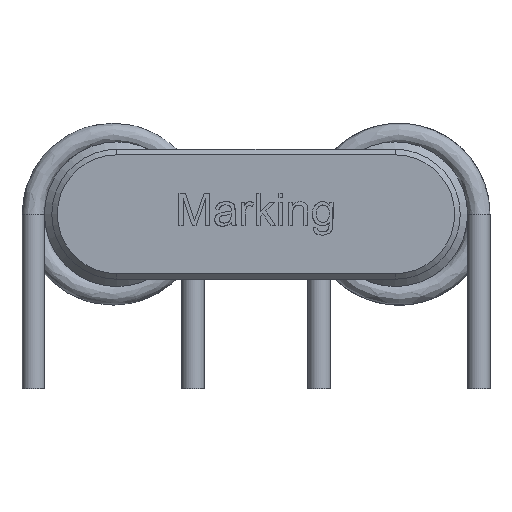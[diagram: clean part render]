
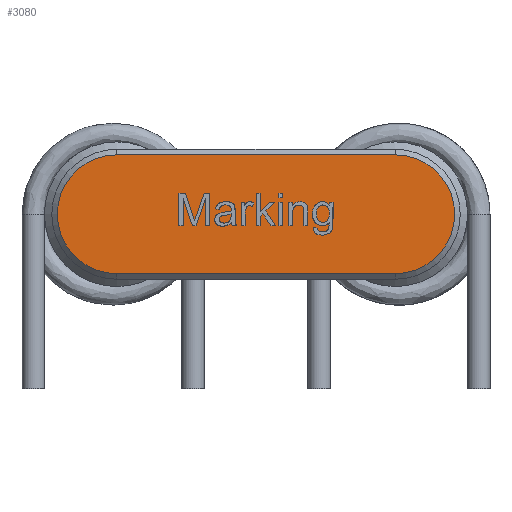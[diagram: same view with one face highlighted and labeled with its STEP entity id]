
A CAD part, left-side view. The second image highlights one B-rep face of the part: STEP entity #3080.
In plain terms, the highlighted face is planar.
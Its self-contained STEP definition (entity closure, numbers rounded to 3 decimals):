
#177=LINE('',#8040,#312);
#181=LINE('',#8047,#316);
#312=VECTOR('',#4073,1000.);
#316=VECTOR('',#4079,1000.);
#653=PLANE('',#3574);
#1528=ORIENTED_EDGE('',*,*,#1917,.T.);
#1529=ORIENTED_EDGE('',*,*,#1911,.T.);
#1530=ORIENTED_EDGE('',*,*,#1913,.T.);
#1531=ORIENTED_EDGE('',*,*,#1919,.T.);
#1911=EDGE_CURVE('',#2246,#2249,#2383,.T.);
#1913=EDGE_CURVE('',#2249,#2251,#177,.T.);
#1917=EDGE_CURVE('',#2252,#2246,#181,.T.);
#1919=EDGE_CURVE('',#2251,#2252,#2385,.T.);
#2246=VERTEX_POINT('',#8029);
#2249=VERTEX_POINT('',#8034);
#2251=VERTEX_POINT('',#8039);
#2252=VERTEX_POINT('',#8044);
#2383=CIRCLE('',#3502,3.2);
#2385=CIRCLE('',#3507,3.2);
#2640=EDGE_LOOP('',(#1528,#1529,#1530,#1531));
#2869=FACE_BOUND('',#2640,.T.);
#3080=ADVANCED_FACE('',(#2869),#653,.T.);
#3502=AXIS2_PLACEMENT_3D('',#8035,#4068,#4069);
#3507=AXIS2_PLACEMENT_3D('',#8050,#4084,#4085);
#3574=AXIS2_PLACEMENT_3D('',#8635,#4242,#4243);
#4068=DIRECTION('',(0.,-1.,0.));
#4069=DIRECTION('',(0.,0.,-1.));
#4073=DIRECTION('',(-1.,0.,0.));
#4079=DIRECTION('',(1.,0.,0.));
#4084=DIRECTION('',(0.,-1.,0.));
#4085=DIRECTION('',(0.,0.,-1.));
#4242=DIRECTION('',(0.,-1.,0.));
#4243=DIRECTION('',(0.,0.,-1.));
#8029=CARTESIAN_POINT('',(7.5,-12.,-3.2));
#8034=CARTESIAN_POINT('',(7.5,-12.,3.2));
#8035=CARTESIAN_POINT('',(7.5,-12.,0.));
#8039=CARTESIAN_POINT('',(-7.5,-12.,3.2));
#8040=CARTESIAN_POINT('',(-7.5,-12.,3.2));
#8044=CARTESIAN_POINT('',(-7.5,-12.,-3.2));
#8047=CARTESIAN_POINT('',(7.5,-12.,-3.2));
#8050=CARTESIAN_POINT('',(-7.5,-12.,0.));
#8635=CARTESIAN_POINT('',(7.5,-12.,0.));
